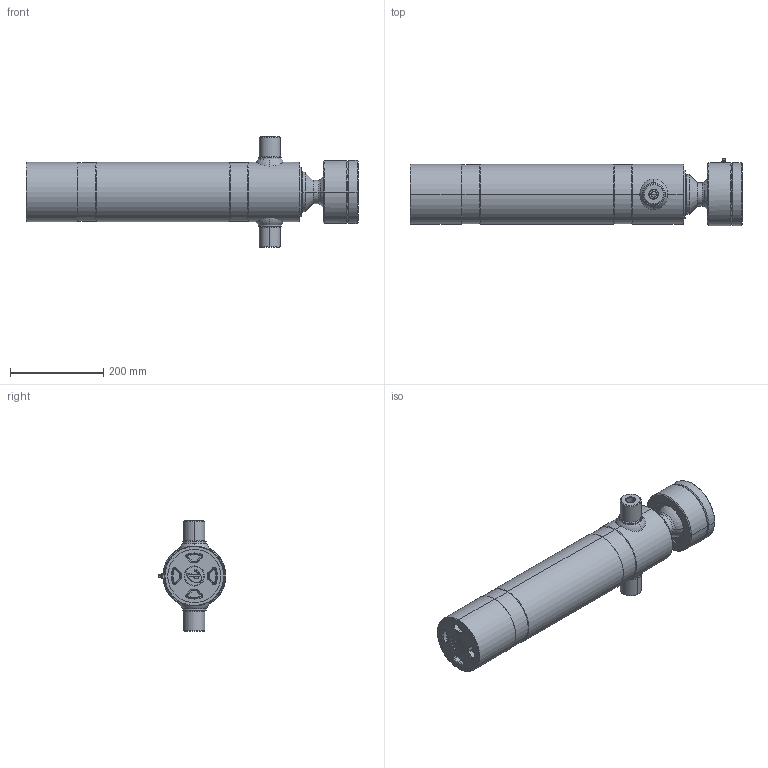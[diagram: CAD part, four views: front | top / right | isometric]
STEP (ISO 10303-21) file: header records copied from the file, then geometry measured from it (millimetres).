
FILE_DESCRIPTION (( 'STEP AP203' ), '1' );
FILE_NAME ('204.HR.STEP', '2014-10-17T08:28:40', ( '' ), ( '' ), 'SwSTEP 2.0', 'SolidWorks 2013', '' );
FILE_SCHEMA (( 'CONFIG_CONTROL_DESIGN' ));
Length unit declared in the file: millimetre
Products named in the file (1): 204.HR
Bounding box: 711 x 145 x 237 mm (x, y, z)
Surface area: 701233.6 mm2 (no closed solid volume)
Topology: 0 solids, 15 shells, 280 faces, 726 edges, 452 vertices
Faces by surface type: torus 81, cylinder 77, cone 73, plane 37, bspline 7, sphere 5
Entity records: 10276 total; most frequent: CARTESIAN_POINT 3313, DIRECTION 1634, ORIENTED_EDGE 1272, EDGE_CURVE 721, AXIS2_PLACEMENT_3D 698, VERTEX_POINT 449, CIRCLE 424, EDGE_LOOP 294
